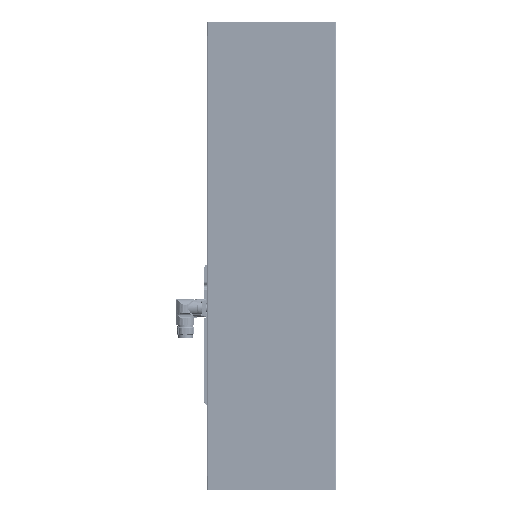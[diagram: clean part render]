
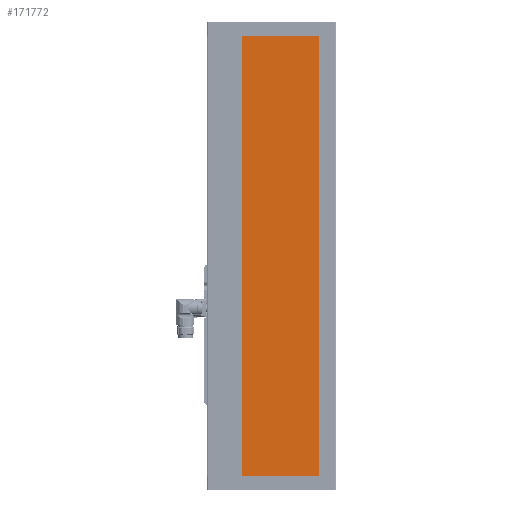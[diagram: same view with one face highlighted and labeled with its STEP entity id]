
A CAD part, left-side view. The second image highlights one B-rep face of the part: STEP entity #171772.
In plain terms, the highlighted planar face has unit normal (-1, 0, 0).
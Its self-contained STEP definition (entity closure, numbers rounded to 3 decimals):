
#7026 = VERTEX_POINT ( 'NONE', #167964 ) ;
#7806 = DIRECTION ( 'NONE',  ( 0., -1., 0. ) ) ;
#12761 = VERTEX_POINT ( 'NONE', #73316 ) ;
#13853 = EDGE_LOOP ( 'NONE', ( #167071, #34033, #120198, #75721 ) ) ;
#21446 = DIRECTION ( 'NONE',  ( 0., 0., 1. ) ) ;
#27800 = EDGE_CURVE ( 'NONE', #129756, #7026, #52823, .T. ) ;
#34033 = ORIENTED_EDGE ( 'NONE', *, *, #142370, .F. ) ;
#52823 = LINE ( 'NONE', #107574, #107985 ) ;
#65381 = CARTESIAN_POINT ( 'NONE',  ( 0., -90., 610. ) ) ;
#73316 = CARTESIAN_POINT ( 'NONE',  ( 0., 40.9, 610. ) ) ;
#75721 = ORIENTED_EDGE ( 'NONE', *, *, #105769, .T. ) ;
#77355 = DIRECTION ( 'NONE',  ( 0., 0., 1. ) ) ;
#87130 = CARTESIAN_POINT ( 'NONE',  ( 0., -90., 610. ) ) ;
#89794 = PLANE ( 'NONE',  #99288 ) ;
#96553 = VECTOR ( 'NONE', #77355, 1000. ) ;
#99288 = AXIS2_PLACEMENT_3D ( 'NONE', #87130, #117524, #130955 ) ;
#105769 = EDGE_CURVE ( 'NONE', #7026, #175835, #159599, .T. ) ;
#107574 = CARTESIAN_POINT ( 'NONE',  ( 0., -90., 0. ) ) ;
#107985 = VECTOR ( 'NONE', #162096, 1000. ) ;
#117524 = DIRECTION ( 'NONE',  ( 1., 0., 0. ) ) ;
#119756 = VECTOR ( 'NONE', #7806, 1000. ) ;
#120198 = ORIENTED_EDGE ( 'NONE', *, *, #27800, .T. ) ;
#129756 = VERTEX_POINT ( 'NONE', #177305 ) ;
#130088 = FACE_OUTER_BOUND ( 'NONE', #13853, .T. ) ;
#130175 = CARTESIAN_POINT ( 'NONE',  ( 0., -65.4, 610. ) ) ;
#130955 = DIRECTION ( 'NONE',  ( 0., 0., -1. ) ) ;
#133426 = LINE ( 'NONE', #65381, #119756 ) ;
#135611 = EDGE_CURVE ( 'NONE', #12761, #175835, #133426, .T. ) ;
#142370 = EDGE_CURVE ( 'NONE', #129756, #12761, #143480, .T. ) ;
#142559 = CARTESIAN_POINT ( 'NONE',  ( 0., 40.9, 0. ) ) ;
#143480 = LINE ( 'NONE', #142559, #149885 ) ;
#149885 = VECTOR ( 'NONE', #21446, 1000. ) ;
#159599 = LINE ( 'NONE', #130175, #96553 ) ;
#162096 = DIRECTION ( 'NONE',  ( 0., -1., 0. ) ) ;
#167071 = ORIENTED_EDGE ( 'NONE', *, *, #135611, .F. ) ;
#167964 = CARTESIAN_POINT ( 'NONE',  ( 0., -65.4, 0. ) ) ;
#171286 = CARTESIAN_POINT ( 'NONE',  ( 0., -65.4, 610. ) ) ;
#171772 = ADVANCED_FACE ( 'NONE', ( #130088 ), #89794, .F. ) ;
#175835 = VERTEX_POINT ( 'NONE', #171286 ) ;
#177305 = CARTESIAN_POINT ( 'NONE',  ( 0., 40.9, 0. ) ) ;
